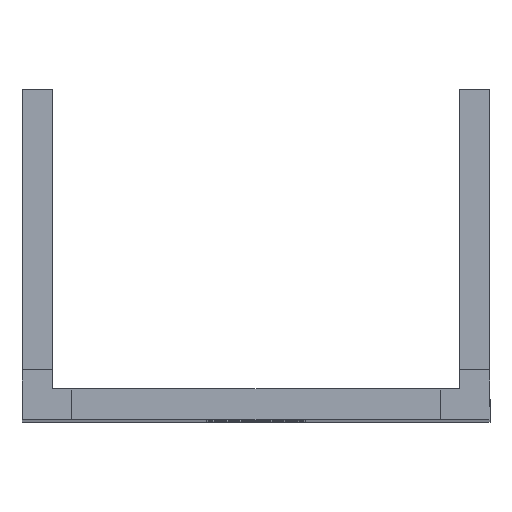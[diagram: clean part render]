
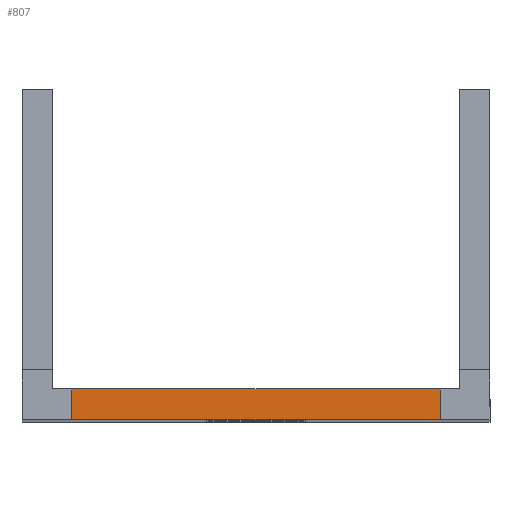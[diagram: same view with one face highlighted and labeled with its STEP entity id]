
A CAD part, top view. The second image highlights one B-rep face of the part: STEP entity #807.
In plain terms, the highlighted planar face has unit normal (0, 0, 1).
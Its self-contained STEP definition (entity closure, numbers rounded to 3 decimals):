
#7 = CARTESIAN_POINT ( 'NONE',  ( -24., 4., 190. ) ) ;
#56 = CARTESIAN_POINT ( 'NONE',  ( 24., 0., 190. ) ) ;
#101 = LINE ( 'NONE', #1699, #135 ) ;
#130 = CARTESIAN_POINT ( 'NONE',  ( -30.5, 4., 190. ) ) ;
#135 = VECTOR ( 'NONE', #1497, 1000. ) ;
#311 = DIRECTION ( 'NONE',  ( 0., 0., 1. ) ) ;
#373 = ORIENTED_EDGE ( 'NONE', *, *, #1694, .T. ) ;
#644 = EDGE_CURVE ( 'NONE', #1131, #1044, #1863, .T. ) ;
#669 = VERTEX_POINT ( 'NONE', #784 ) ;
#752 = ORIENTED_EDGE ( 'NONE', *, *, #644, .T. ) ;
#757 = CARTESIAN_POINT ( 'NONE',  ( 24., 0., 190. ) ) ;
#784 = CARTESIAN_POINT ( 'NONE',  ( -24., 4., 190. ) ) ;
#807 = ADVANCED_FACE ( 'NONE', ( #913 ), #1031, .T. ) ;
#913 = FACE_OUTER_BOUND ( 'NONE', #1816, .T. ) ;
#936 = CARTESIAN_POINT ( 'NONE',  ( 24., 4., 190. ) ) ;
#1000 = VECTOR ( 'NONE', #2271, 1000. ) ;
#1031 = PLANE ( 'NONE',  #1884 ) ;
#1044 = VERTEX_POINT ( 'NONE', #936 ) ;
#1045 = DIRECTION ( 'NONE',  ( 1., 0., 0. ) ) ;
#1131 = VERTEX_POINT ( 'NONE', #757 ) ;
#1196 = CARTESIAN_POINT ( 'NONE',  ( 26.5, 6.5, 190. ) ) ;
#1301 = VECTOR ( 'NONE', #1888, 1000. ) ;
#1440 = VERTEX_POINT ( 'NONE', #1969 ) ;
#1497 = DIRECTION ( 'NONE',  ( 1., 0., 0. ) ) ;
#1560 = LINE ( 'NONE', #130, #2001 ) ;
#1649 = EDGE_CURVE ( 'NONE', #669, #1440, #2315, .T. ) ;
#1694 = EDGE_CURVE ( 'NONE', #1440, #1131, #101, .T. ) ;
#1699 = CARTESIAN_POINT ( 'NONE',  ( -30.5, 0., 190. ) ) ;
#1757 = ORIENTED_EDGE ( 'NONE', *, *, #1649, .T. ) ;
#1816 = EDGE_LOOP ( 'NONE', ( #373, #752, #1993, #1757 ) ) ;
#1863 = LINE ( 'NONE', #56, #1000 ) ;
#1884 = AXIS2_PLACEMENT_3D ( 'NONE', #1196, #311, #1980 ) ;
#1888 = DIRECTION ( 'NONE',  ( 0., -1., 0. ) ) ;
#1969 = CARTESIAN_POINT ( 'NONE',  ( -24., 0., 190. ) ) ;
#1980 = DIRECTION ( 'NONE',  ( 1., 0., 0. ) ) ;
#1993 = ORIENTED_EDGE ( 'NONE', *, *, #2055, .F. ) ;
#2001 = VECTOR ( 'NONE', #1045, 1000. ) ;
#2055 = EDGE_CURVE ( 'NONE', #669, #1044, #1560, .T. ) ;
#2271 = DIRECTION ( 'NONE',  ( 0., 1., 0. ) ) ;
#2315 = LINE ( 'NONE', #7, #1301 ) ;
